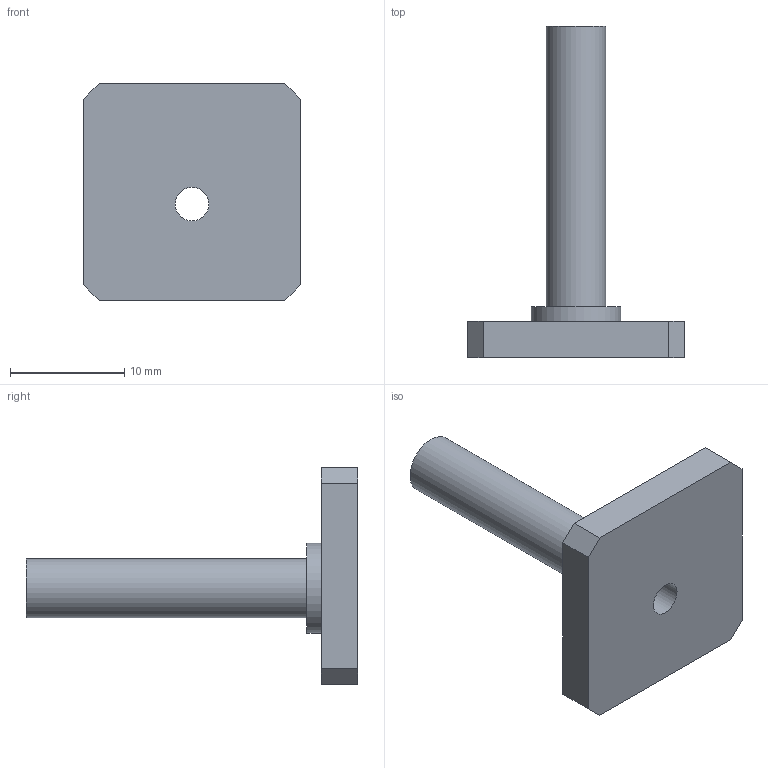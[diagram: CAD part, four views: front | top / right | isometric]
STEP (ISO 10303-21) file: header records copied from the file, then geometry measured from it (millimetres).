
FILE_DESCRIPTION(/* description */ (''),/* implementation_level */ '2;1');
FILE_NAME(/* name */ '2004948B-exact-SHAFT.step',/* time_stamp */ '2019-04-03T18:23:11-05:00',/* author */ (''),/* organization */ (''),/* preprocessor_version */ 'ST-DEVELOPER v17.2',/* originating_system */ 'Autodesk Translation Framework v7.6.0.251',/* authorisation */ '');
FILE_SCHEMA (('AUTOMOTIVE_DESIGN { 1 0 10303 214 3 1 1 }'));
Length unit declared in the file: inch
Products named in the file (1): 2004948B-exact-SHAFT
Bounding box: 19.05 x 29.03 x 19.05 mm (x, y, z)
Volume: 1527.3 mm3; surface area: 1638.3 mm2
Topology: 1 solids, 1 shells, 15 faces, 33 edges, 22 vertices
Faces by surface type: plane 12, cylinder 3
Full cylindrical faces by diameter (mm): 2.946 x1, 5.207 x1, 7.874 x1
Entity records: 452 total; most frequent: DIRECTION 71, CARTESIAN_POINT 71, ORIENTED_EDGE 66, EDGE_CURVE 33, LINE 27, VECTOR 27, VERTEX_POINT 22, AXIS2_PLACEMENT_3D 22
